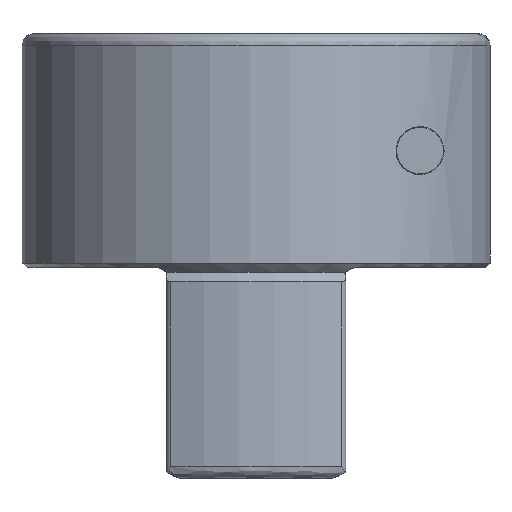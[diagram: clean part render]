
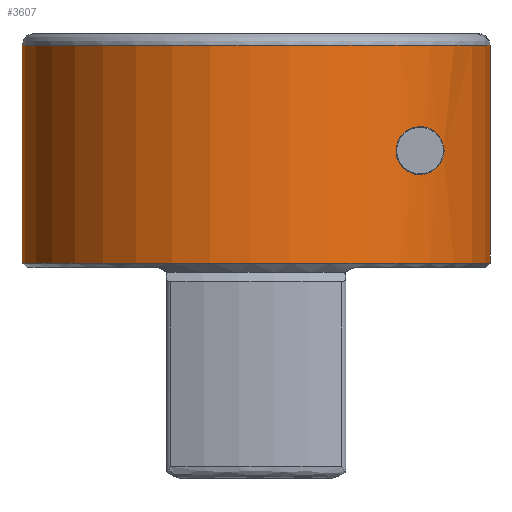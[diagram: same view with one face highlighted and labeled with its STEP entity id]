
A CAD part, front view. The second image highlights one B-rep face of the part: STEP entity #3607.
In plain terms, the highlighted cylindrical face has radius 10 mm (diameter 20 mm), a partial arc.
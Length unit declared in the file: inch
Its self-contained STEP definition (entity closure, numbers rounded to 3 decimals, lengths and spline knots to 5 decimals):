
#16 = CARTESIAN_POINT ( 'NONE',  ( 0.23671, -0.31461, 0.18947 ) ) ;
#51 = CARTESIAN_POINT ( 'NONE',  ( 0.26669, -0.28967, 0.21681 ) ) ;
#87 = CARTESIAN_POINT ( 'NONE',  ( 0.2804, -0.27644, 0.21752 ) ) ;
#181 = DIRECTION ( 'NONE',  ( -1., 0., 0. ) ) ;
#192 = B_SPLINE_CURVE_WITH_KNOTS ( 'NONE', 3,
 ( #1574, #2847, #4123, #3804, #1284, #2211, #336, #1927, #1593, #2866, #16, #725, #683, #3532, #1025, #51, #406, #388 ),
 .UNSPECIFIED., .F., .F.,
 ( 4, 2, 2, 2, 2, 2, 2, 2, 4 ),
 ( 0.00405, 0.00451, 0.00498, 0.00544, 0.00591, 0.00638, 0.00684, 0.00731, 0.00778 ),
 .UNSPECIFIED. ) ;
#202 = DIRECTION ( 'NONE',  ( 0., 0., -1. ) ) ;
#217 = VECTOR ( 'NONE', #882, 39.37008 ) ;
#283 = CARTESIAN_POINT ( 'NONE',  ( 0., 0., -0.01181 ) ) ;
#336 = CARTESIAN_POINT ( 'NONE',  ( 0.24185, -0.31068, 0.15427 ) ) ;
#373 = CARTESIAN_POINT ( 'NONE',  ( 0.27559, -0.28116, 0.13681 ) ) ;
#388 = CARTESIAN_POINT ( 'NONE',  ( 0.27559, -0.28116, 0.21752 ) ) ;
#406 = CARTESIAN_POINT ( 'NONE',  ( 0.27116, -0.2855, 0.21752 ) ) ;
#446 = CARTESIAN_POINT ( 'NONE',  ( 0.30889, -0.24415, 0.20069 ) ) ;
#467 = EDGE_CURVE ( 'NONE', #1366, #4003, #192, .T. ) ;
#469 = CARTESIAN_POINT ( 'NONE',  ( 0.29794, -0.25742, 0.21112 ) ) ;
#529 = CARTESIAN_POINT ( 'NONE',  ( -0.3937, 0., 0.35433 ) ) ;
#683 = CARTESIAN_POINT ( 'NONE',  ( 0.24538, -0.30792, 0.20444 ) ) ;
#725 = CARTESIAN_POINT ( 'NONE',  ( 0.24181, -0.31071, 0.2 ) ) ;
#735 = FACE_OUTER_BOUND ( 'NONE', #3371, .T. ) ;
#795 = VERTEX_POINT ( 'NONE', #529 ) ;
#817 = CARTESIAN_POINT ( 'NONE',  ( 0., 0., 0.35433 ) ) ;
#882 = DIRECTION ( 'NONE',  ( 0., 0., -1. ) ) ;
#997 = CARTESIAN_POINT ( 'NONE',  ( 0.39321, -0.01969, -0.01181 ) ) ;
#1025 = CARTESIAN_POINT ( 'NONE',  ( 0.25774, -0.29767, 0.21367 ) ) ;
#1085 = VERTEX_POINT ( 'NONE', #4021 ) ;
#1097 = EDGE_CURVE ( 'NONE', #1085, #795, #4014, .T. ) ;
#1126 = CARTESIAN_POINT ( 'NONE',  ( 0.31416, -0.23732, 0.19037 ) ) ;
#1148 = EDGE_CURVE ( 'NONE', #795, #3915, #2432, .T. ) ;
#1168 = CARTESIAN_POINT ( 'NONE',  ( 0.31551, -0.23549, 0.17044 ) ) ;
#1188 = AXIS2_PLACEMENT_3D ( 'NONE', #283, #3407, #3735 ) ;
#1200 = EDGE_CURVE ( 'NONE', #3529, #1085, #2391, .T. ) ;
#1284 = CARTESIAN_POINT ( 'NONE',  ( 0.25343, -0.30133, 0.14303 ) ) ;
#1366 = VERTEX_POINT ( 'NONE', #373 ) ;
#1574 = CARTESIAN_POINT ( 'NONE',  ( 0.27559, -0.28116, 0.13681 ) ) ;
#1593 = CARTESIAN_POINT ( 'NONE',  ( 0.23525, -0.31569, 0.17091 ) ) ;
#1764 = CARTESIAN_POINT ( 'NONE',  ( 0.39321, -0.01969, 0.37402 ) ) ;
#1861 = CARTESIAN_POINT ( 'NONE',  ( 0.30888, -0.24415, 0.15363 ) ) ;
#1927 = CARTESIAN_POINT ( 'NONE',  ( 0.23673, -0.31459, 0.1648 ) ) ;
#1978 = ORIENTED_EDGE ( 'NONE', *, *, #467, .T. ) ;
#2024 = CARTESIAN_POINT ( 'NONE',  ( 0.27559, -0.28116, 0.21752 ) ) ;
#2110 = CARTESIAN_POINT ( 'NONE',  ( 0.285, -0.2717, 0.13764 ) ) ;
#2146 = CARTESIAN_POINT ( 'NONE',  ( 0.27559, -0.28116, 0.13681 ) ) ;
#2165 = CARTESIAN_POINT ( 'NONE',  ( 0.31395, -0.23757, 0.16423 ) ) ;
#2211 = CARTESIAN_POINT ( 'NONE',  ( 0.24541, -0.30789, 0.14986 ) ) ;
#2383 = CARTESIAN_POINT ( 'NONE',  ( 0.31595, -0.2349, 0.17378 ) ) ;
#2391 = LINE ( 'NONE', #1764, #2778 ) ;
#2405 = ORIENTED_EDGE ( 'NONE', *, *, #1200, .T. ) ;
#2432 = LINE ( 'NONE', #4001, #217 ) ;
#2531 = ORIENTED_EDGE ( 'NONE', *, *, #1148, .T. ) ;
#2554 = ORIENTED_EDGE ( 'NONE', *, *, #2979, .T. ) ;
#2622 = CARTESIAN_POINT ( 'NONE',  ( 0.28498, -0.27171, 0.21669 ) ) ;
#2705 = ORIENTED_EDGE ( 'NONE', *, *, #3043, .T. ) ;
#2721 = DIRECTION ( 'NONE',  ( 0., 0., 1. ) ) ;
#2735 = CARTESIAN_POINT ( 'NONE',  ( 0.31285, -0.23902, 0.16139 ) ) ;
#2778 = VECTOR ( 'NONE', #2721, 39.37008 ) ;
#2847 = CARTESIAN_POINT ( 'NONE',  ( 0.27116, -0.2855, 0.13681 ) ) ;
#2866 = CARTESIAN_POINT ( 'NONE',  ( 0.23523, -0.3157, 0.18329 ) ) ;
#2955 = AXIS2_PLACEMENT_3D ( 'NONE', #3247, #3960, #3567 ) ;
#2958 = CIRCLE ( 'NONE', #1188, 0.3937 ) ;
#2979 = EDGE_CURVE ( 'NONE', #3915, #3529, #2958, .T. ) ;
#3004 = CARTESIAN_POINT ( 'NONE',  ( 0.31594, -0.2349, 0.18395 ) ) ;
#3029 = B_SPLINE_CURVE_WITH_KNOTS ( 'NONE', 3,
 ( #2024, #87, #2622, #3298, #469, #3903, #446, #1126, #3004, #2383, #1168, #2165, #2735, #1861, #3780, #4012, #3697, #2110, #3385, #2146 ),
 .UNSPECIFIED., .F., .F.,
 ( 4, 2, 2, 2, 2, 2, 2, 2, 2, 4 ),
 ( 0., 0.00051, 0.00101, 0.00152, 0.00202, 0.00228, 0.00253, 0.00303, 0.00354, 0.00405 ),
 .UNSPECIFIED. ) ;
#3043 = EDGE_CURVE ( 'NONE', #4003, #1366, #3029, .T. ) ;
#3094 = CARTESIAN_POINT ( 'NONE',  ( -0.3937, 0., -0.01181 ) ) ;
#3247 = CARTESIAN_POINT ( 'NONE',  ( 0., 0., 0.37402 ) ) ;
#3251 = CARTESIAN_POINT ( 'NONE',  ( 0.27559, -0.28116, 0.21752 ) ) ;
#3272 = AXIS2_PLACEMENT_3D ( 'NONE', #817, #202, #181 ) ;
#3298 = CARTESIAN_POINT ( 'NONE',  ( 0.29375, -0.26221, 0.2135 ) ) ;
#3333 = FACE_BOUND ( 'NONE', #3668, .T. ) ;
#3371 = EDGE_LOOP ( 'NONE', ( #3863, #2531, #2554, #2405 ) ) ;
#3385 = CARTESIAN_POINT ( 'NONE',  ( 0.28039, -0.27645, 0.13681 ) ) ;
#3407 = DIRECTION ( 'NONE',  ( 0., 0., 1. ) ) ;
#3529 = VERTEX_POINT ( 'NONE', #997 ) ;
#3532 = CARTESIAN_POINT ( 'NONE',  ( 0.25341, -0.30135, 0.21129 ) ) ;
#3567 = DIRECTION ( 'NONE',  ( -1., 0., 0. ) ) ;
#3607 = ADVANCED_FACE ( 'NONE', ( #3333, #735 ), #3916, .T. ) ;
#3668 = EDGE_LOOP ( 'NONE', ( #2705, #1978 ) ) ;
#3697 = CARTESIAN_POINT ( 'NONE',  ( 0.29382, -0.26213, 0.14086 ) ) ;
#3735 = DIRECTION ( 'NONE',  ( -1., 0., 0. ) ) ;
#3780 = CARTESIAN_POINT ( 'NONE',  ( 0.30547, -0.24844, 0.1496 ) ) ;
#3804 = CARTESIAN_POINT ( 'NONE',  ( 0.25778, -0.29763, 0.14065 ) ) ;
#3863 = ORIENTED_EDGE ( 'NONE', *, *, #1097, .T. ) ;
#3903 = CARTESIAN_POINT ( 'NONE',  ( 0.30545, -0.24846, 0.20475 ) ) ;
#3915 = VERTEX_POINT ( 'NONE', #3094 ) ;
#3916 = CYLINDRICAL_SURFACE ( 'NONE', #2955, 0.3937 ) ;
#3960 = DIRECTION ( 'NONE',  ( 0., 0., -1. ) ) ;
#4001 = CARTESIAN_POINT ( 'NONE',  ( -0.3937, 0., 0.37402 ) ) ;
#4003 = VERTEX_POINT ( 'NONE', #3251 ) ;
#4012 = CARTESIAN_POINT ( 'NONE',  ( 0.29795, -0.25741, 0.14321 ) ) ;
#4014 = CIRCLE ( 'NONE', #3272, 0.3937 ) ;
#4021 = CARTESIAN_POINT ( 'NONE',  ( 0.39321, -0.01969, 0.35433 ) ) ;
#4123 = CARTESIAN_POINT ( 'NONE',  ( 0.26671, -0.28966, 0.13752 ) ) ;
